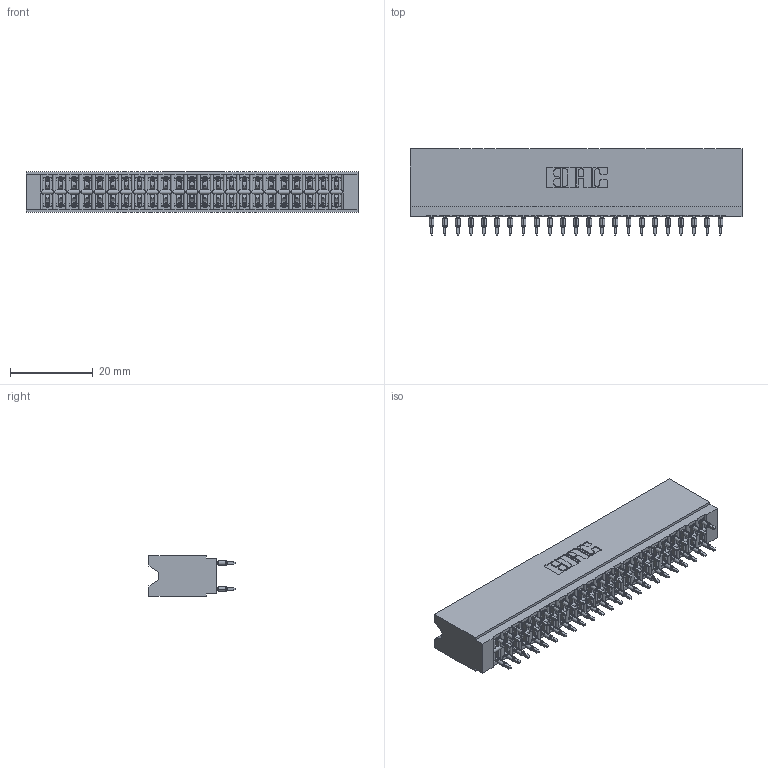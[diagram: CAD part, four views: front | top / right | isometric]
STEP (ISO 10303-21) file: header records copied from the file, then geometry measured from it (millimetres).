
FILE_DESCRIPTION (( 'STEP AP203' ), '1' );
FILE_NAME ('746-046-560-206.STEP', '2026-02-27T15:20:05', ( '' ), ( '' ), 'SwSTEP 2.0', 'SolidWorks 2023', '' );
FILE_SCHEMA (( 'CONFIG_CONTROL_DESIGN' ));
Length unit declared in the file: millimetre
Products named in the file (3): 746-046-560-206; 746 Part_.515 Slot Depth - 06; 746-292-001_560
Assembly tree (47 placements, depth 2):
  746-046-560-206
    746 Part_.515 Slot Depth - 06
    746-292-001_560  x46
Bounding box: 80.26 x 20.82 x 9.91 mm (x, y, z)
Volume: 8862.2 mm3; surface area: 14617.5 mm2
Topology: 47 solids, 47 shells, 4445 faces, 12363 edges, 7926 vertices
Faces by surface type: plane 2218, cylinder 1031, bspline 920, torus 276
Entity records: 38382 total; most frequent: CARTESIAN_POINT 7792, ORIENTED_EDGE 6546, DIRECTION 5505, EDGE_CURVE 3273, LINE 2851, VECTOR 2851, VERTEX_POINT 2166, AXIS2_PLACEMENT_3D 1327
